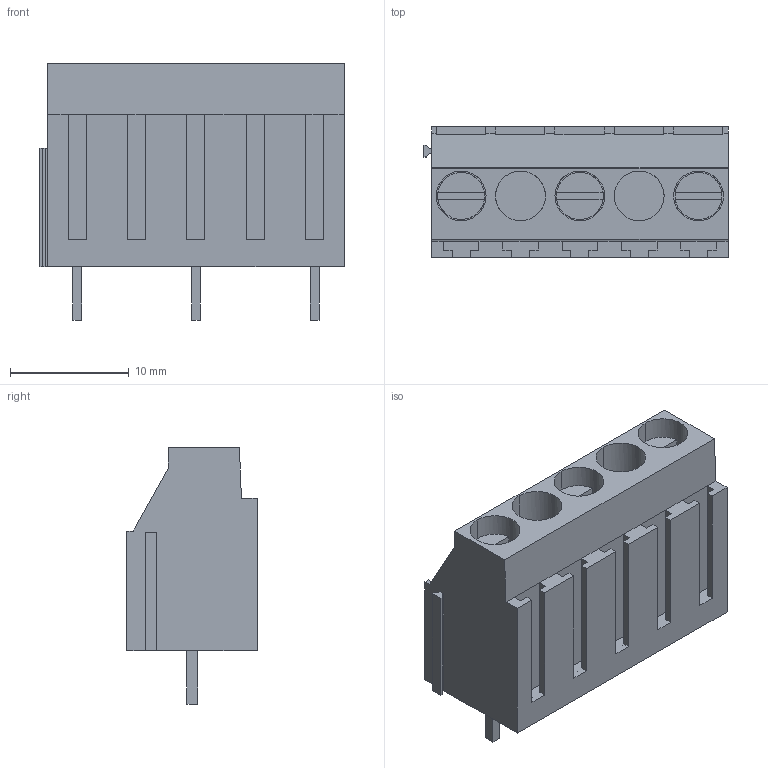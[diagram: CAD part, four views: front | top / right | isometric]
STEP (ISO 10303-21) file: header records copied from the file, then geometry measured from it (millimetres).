
FILE_DESCRIPTION(('CATIA V5 STEP Exchange','CAx-IF Rec.Pracs.--- Model Styling and Organization---1.4--- 2014-01-23'),'2;1');
FILE_NAME ('180548-1_0_2613330000_2613330000.stp','2022-06-10T08:46:53+00:00',('none'),('Weidmueller'),'CATIA Version 5-6 Release 2016 SP3 HF44','CATIA V5 STEP AP214','none');
FILE_SCHEMA(('AUTOMOTIVE_DESIGN { 1 0 10303 214 1 1 1 1 }'));
Length unit declared in the file: millimetre
Products named in the file (1): 2613330000
Bounding box: 25.65 x 11 x 21.62 mm (x, y, z)
Volume: 3270.2 mm3; surface area: 2948.3 mm2
Topology: 7 solids, 7 shells, 319 faces, 848 edges, 558 vertices
Faces by surface type: plane 297, cylinder 16, extrusion 6
Entity records: 9334 total; most frequent: CARTESIAN_POINT 1842, ORIENTED_EDGE 1696, DIRECTION 1245, EDGE_CURVE 848, VECTOR 798, LINE 792, VERTEX_POINT 558, EDGE_LOOP 334
